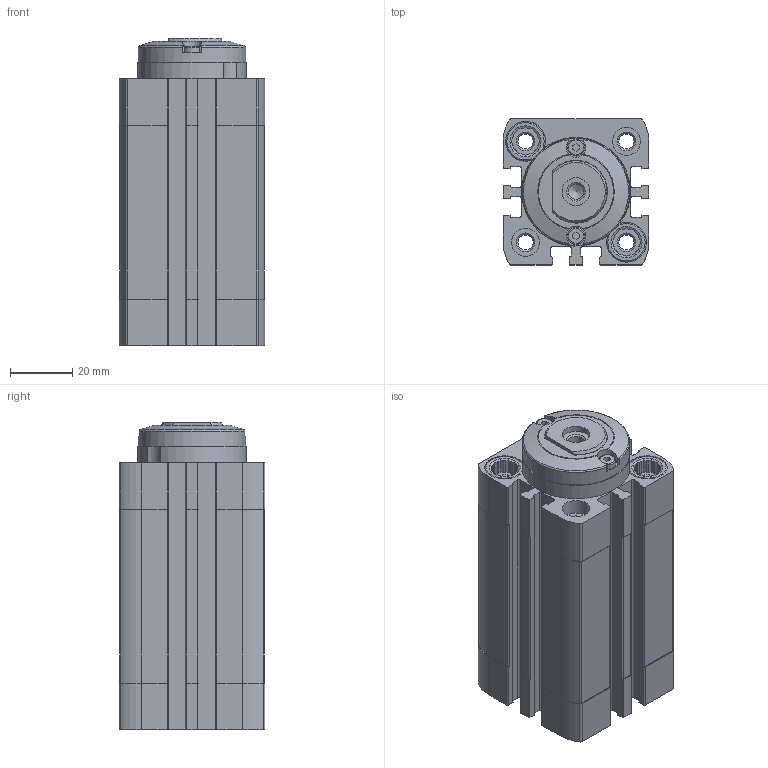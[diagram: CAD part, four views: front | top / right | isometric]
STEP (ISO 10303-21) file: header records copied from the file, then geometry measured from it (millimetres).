
FILE_DESCRIPTION(/* description */ ('STEP AP214'),/* implementation_level */ '2;1');
FILE_NAME(/* name */ '576116_DFSP-Q-32-25-DF-PA',/* time_stamp */ '2024-08-15T22:49:04+02:00',/* author */ ('License CC BY-ND 4.0'),/* organization */ ('CADENAS'),/* preprocessor_version */ 'ST-DEVELOPER v19.3',/* originating_system */ 'PARTsolutions',/* authorisation */ ' ');
FILE_SCHEMA (('AUTOMOTIVE_DESIGN {1 0 10303 214 3 1 1}'));
Length unit declared in the file: millimetre
Products named in the file (5): 576116 DFSP-Q-32-25-DF-PA---(0); 575168 DFSP-Q-32-25_g; 575168 DFSP-Q-32-25-F_ks; 575168 DFSP-32_r; DIN-7984 - M3x8(F)
Assembly tree (5 placements, depth 2):
  576116 DFSP-Q-32-25-DF-PA---(0)
    575168 DFSP-Q-32-25_g
    575168 DFSP-Q-32-25-F_ks
    575168 DFSP-32_r
    DIN-7984 - M3x8(F)  x2
Bounding box: 47 x 47 x 99 mm (x, y, z)
Volume: 152408.6 mm3; surface area: 51055.9 mm2
Topology: 5 solids, 5 shells, 472 faces, 1276 edges, 844 vertices
Faces by surface type: plane 239, cylinder 194, cone 31, torus 6, sphere 2
Full cylindrical faces by diameter (mm): 2.459 x4, 3 x2, 3.15 x2, 4.917 x9, 5.5 x2, 6.917 x4, 8.566 x2, 9 x6, 12.8 x4, 20 x2, 32 x2, 34.55 x1
Entity records: 14322 total; most frequent: CARTESIAN_POINT 2787, DIRECTION 2387, ORIENTED_EDGE 2318, EDGE_CURVE 1159, AXIS2_PLACEMENT_3D 880, VERTEX_POINT 810, LINE 627, VECTOR 627
